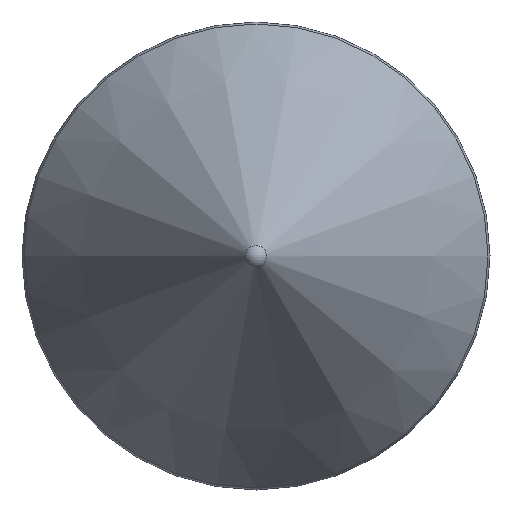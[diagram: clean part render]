
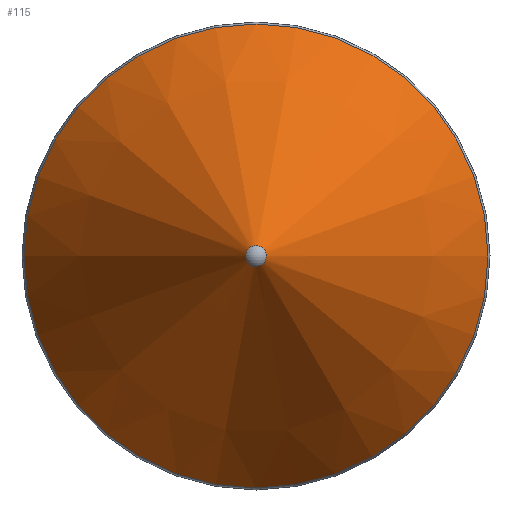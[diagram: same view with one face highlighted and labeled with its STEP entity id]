
A CAD part, left-side view. The second image highlights one B-rep face of the part: STEP entity #115.
In plain terms, the highlighted conical face has half-angle 31.845 degrees and reference radius 18.16 mm.
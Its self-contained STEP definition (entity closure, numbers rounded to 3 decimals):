
#18=CONICAL_SURFACE('',#142,18.16,31.845);
#29=FACE_BOUND('',#57,.T.);
#39=FACE_OUTER_BOUND('',#56,.T.);
#56=EDGE_LOOP('',(#101));
#57=EDGE_LOOP('',(#102));
#59=CIRCLE('',#126,34.749);
#66=CIRCLE('',#141,1.572);
#68=VERTEX_POINT('',#187);
#75=VERTEX_POINT('',#209);
#77=EDGE_CURVE('',#68,#68,#59,.T.);
#84=EDGE_CURVE('',#75,#75,#66,.T.);
#101=ORIENTED_EDGE('',*,*,#77,.F.);
#102=ORIENTED_EDGE('',*,*,#84,.T.);
#115=ADVANCED_FACE('',(#39,#29),#18,.T.);
#126=AXIS2_PLACEMENT_3D('',#188,#149,#150);
#141=AXIS2_PLACEMENT_3D('',#210,#179,#180);
#142=AXIS2_PLACEMENT_3D('',#211,#181,#182);
#149=DIRECTION('center_axis',(1.,0.,0.));
#150=DIRECTION('ref_axis',(0.,0.,-1.));
#179=DIRECTION('center_axis',(1.,0.,0.));
#180=DIRECTION('ref_axis',(0.,0.,-1.));
#181=DIRECTION('center_axis',(1.,0.,0.));
#182=DIRECTION('ref_axis',(0.,1.,0.));
#187=CARTESIAN_POINT('',(-39.61,34.749,0.));
#188=CARTESIAN_POINT('Origin',(-39.61,0.,0.));
#209=CARTESIAN_POINT('',(-93.026,1.572,0.));
#210=CARTESIAN_POINT('Origin',(-93.026,0.,
0.));
#211=CARTESIAN_POINT('Origin',(-66.318,0.,
0.));
